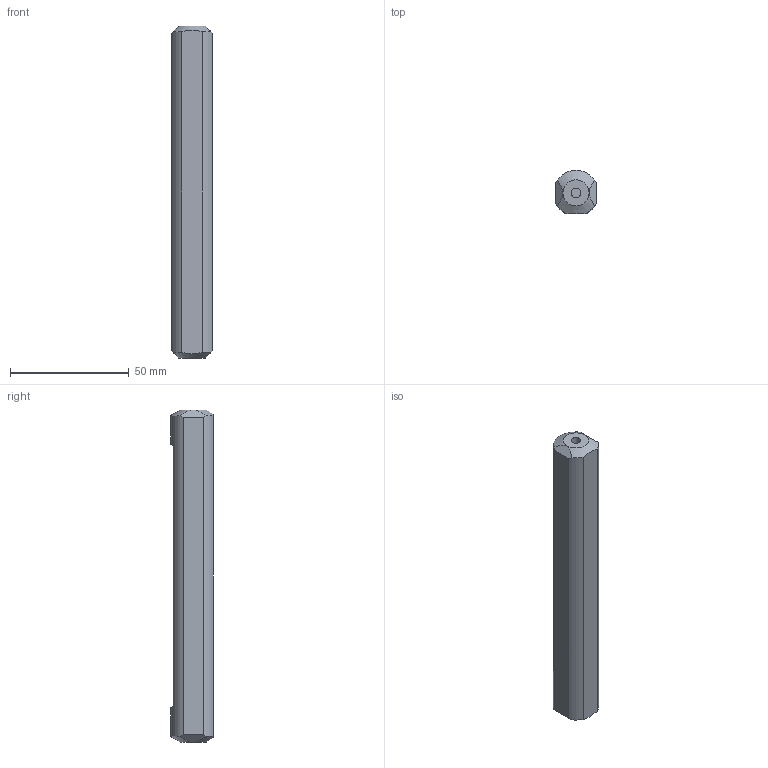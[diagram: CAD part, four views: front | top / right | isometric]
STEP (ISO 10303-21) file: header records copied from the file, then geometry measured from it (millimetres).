
FILE_DESCRIPTION(/* description */ (''),/* implementation_level */ '2;1');
FILE_NAME(/* name */ '1643614928575.stp',/* time_stamp */ '2022-01-31T13:12:24+06:00',/* author */ (''),/* organization */ ('SMS'),/* preprocessor_version */ 'ST-DEVELOPER v16.7',/* originating_system */ 'SIEMENS PLM Software NX 12.0',/* authorisation */ '');
FILE_SCHEMA (('AUTOMOTIVE_DESIGN { 1 0 10303 214 3 1 1 1 }'));
Length unit declared in the file: millimetre
Products named in the file (1): 203954462mod000_00
Bounding box: 17 x 18.02 x 140 mm (x, y, z)
Volume: 35182.1 mm3; surface area: 9352.9 mm2
Topology: 1 solids, 1 shells, 24 faces, 61 edges, 45 vertices
Faces by surface type: plane 13, cone 6, cylinder 5
Full cylindrical faces by diameter (mm): 4 x1, 6 x1
Entity records: 901 total; most frequent: CARTESIAN_POINT 228, ORIENTED_EDGE 126, DIRECTION 120, EDGE_CURVE 63, VERTEX_POINT 50, AXIS2_PLACEMENT_3D 47, EDGE_LOOP 33, LINE 26
